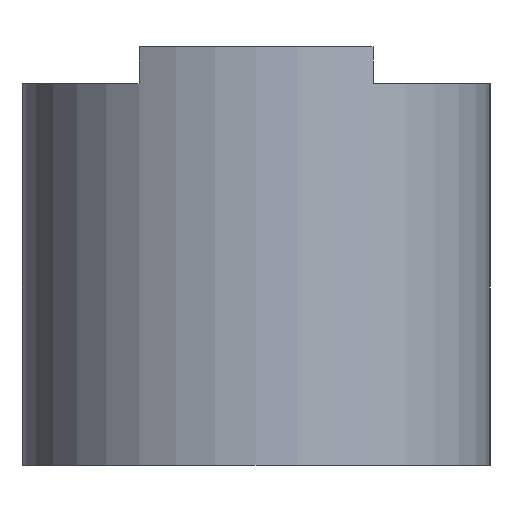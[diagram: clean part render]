
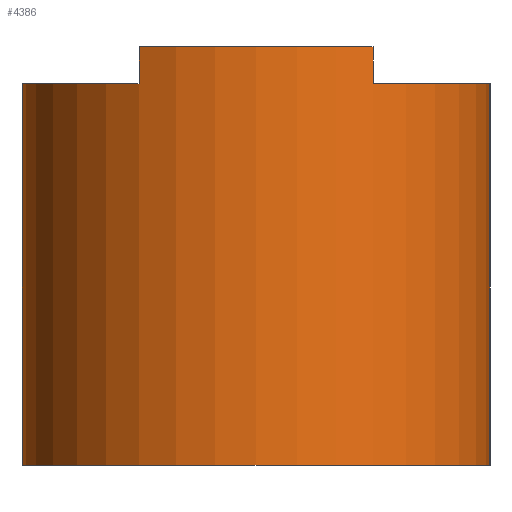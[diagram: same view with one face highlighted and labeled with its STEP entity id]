
A CAD part, left-side view. The second image highlights one B-rep face of the part: STEP entity #4386.
In plain terms, the highlighted cylindrical face has radius 9.5 mm (diameter 19 mm), a partial arc.
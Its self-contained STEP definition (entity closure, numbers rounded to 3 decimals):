
#182=CIRCLE('',#4676,9.5);
#183=CIRCLE('',#4677,9.5);
#184=CIRCLE('',#4678,9.5);
#185=CIRCLE('',#4679,9.5);
#720=CYLINDRICAL_SURFACE('',#4675,9.5);
#816=FACE_OUTER_BOUND('',#1087,.T.);
#1087=EDGE_LOOP('',(#2930,#2931,#2932,#2933,#2934,#2935,#2936,#2937));
#1436=LINE('',#7256,#1582);
#1442=LINE('',#7269,#1588);
#1446=LINE('',#7285,#1592);
#1447=LINE('',#7291,#1593);
#1582=VECTOR('',#5484,15.5);
#1588=VECTOR('',#5492,15.5);
#1592=VECTOR('',#5508,1.5);
#1593=VECTOR('',#5515,1.5);
#1728=VERTEX_POINT('',#7254);
#1729=VERTEX_POINT('',#7255);
#1734=VERTEX_POINT('',#7266);
#1735=VERTEX_POINT('',#7268);
#1740=VERTEX_POINT('',#7283);
#1741=VERTEX_POINT('',#7284);
#1742=VERTEX_POINT('',#7288);
#1743=VERTEX_POINT('',#7290);
#2227=EDGE_CURVE('',#1728,#1729,#1436,.T.);
#2233=EDGE_CURVE('',#1735,#1734,#1442,.T.);
#2241=EDGE_CURVE('',#1740,#1741,#1446,.T.);
#2242=EDGE_CURVE('',#1729,#1740,#182,.T.);
#2243=EDGE_CURVE('',#1728,#1735,#183,.T.);
#2244=EDGE_CURVE('',#1742,#1734,#184,.T.);
#2245=EDGE_CURVE('',#1742,#1743,#1447,.T.);
#2246=EDGE_CURVE('',#1741,#1743,#185,.T.);
#2930=ORIENTED_EDGE('',*,*,#2241,.F.);
#2931=ORIENTED_EDGE('',*,*,#2242,.F.);
#2932=ORIENTED_EDGE('',*,*,#2227,.F.);
#2933=ORIENTED_EDGE('',*,*,#2243,.T.);
#2934=ORIENTED_EDGE('',*,*,#2233,.T.);
#2935=ORIENTED_EDGE('',*,*,#2244,.F.);
#2936=ORIENTED_EDGE('',*,*,#2245,.T.);
#2937=ORIENTED_EDGE('',*,*,#2246,.F.);
#4386=ADVANCED_FACE('',(#816),#720,.T.);
#4675=AXIS2_PLACEMENT_3D('',#7282,#5506,#5507);
#4676=AXIS2_PLACEMENT_3D('',#7286,#5509,#5510);
#4677=AXIS2_PLACEMENT_3D('',#7287,#5511,#5512);
#4678=AXIS2_PLACEMENT_3D('',#7289,#5513,#5514);
#4679=AXIS2_PLACEMENT_3D('',#7292,#5516,#5517);
#5484=DIRECTION('',(0.,0.,1.));
#5492=DIRECTION('',(0.,0.,1.));
#5506=DIRECTION('center_axis',(0.,0.,1.));
#5507=DIRECTION('ref_axis',(-1.,0.,0.));
#5508=DIRECTION('',(0.,0.,1.));
#5509=DIRECTION('center_axis',(0.,0.,1.));
#5510=DIRECTION('ref_axis',(1.,0.,0.));
#5511=DIRECTION('center_axis',(0.,0.,1.));
#5512=DIRECTION('ref_axis',(1.,0.,0.));
#5513=DIRECTION('center_axis',(0.,0.,1.));
#5514=DIRECTION('ref_axis',(1.,0.,0.));
#5515=DIRECTION('',(0.,0.,1.));
#5516=DIRECTION('center_axis',(0.,0.,1.));
#5517=DIRECTION('ref_axis',(1.,0.,0.));
#7254=CARTESIAN_POINT('',(67.323,73.279,-8.5));
#7255=CARTESIAN_POINT('',(67.323,73.279,7.));
#7256=CARTESIAN_POINT('',(67.323,73.279,-8.5));
#7266=CARTESIAN_POINT('',(67.323,54.279,7.));
#7268=CARTESIAN_POINT('',(67.323,54.279,-8.5));
#7269=CARTESIAN_POINT('',(67.323,54.279,-8.5));
#7282=CARTESIAN_POINT('Origin',(67.319,63.779,-8.5));
#7283=CARTESIAN_POINT('',(59.091,68.529,7.));
#7284=CARTESIAN_POINT('',(59.091,68.529,8.5));
#7285=CARTESIAN_POINT('',(59.091,68.529,7.));
#7286=CARTESIAN_POINT('Origin',(67.319,63.779,7.));
#7287=CARTESIAN_POINT('Origin',(67.319,63.779,-8.5));
#7288=CARTESIAN_POINT('',(59.091,59.029,7.));
#7289=CARTESIAN_POINT('Origin',(67.319,63.779,7.));
#7290=CARTESIAN_POINT('',(59.091,59.029,8.5));
#7291=CARTESIAN_POINT('',(59.091,59.029,7.));
#7292=CARTESIAN_POINT('Origin',(67.319,63.779,8.5));
